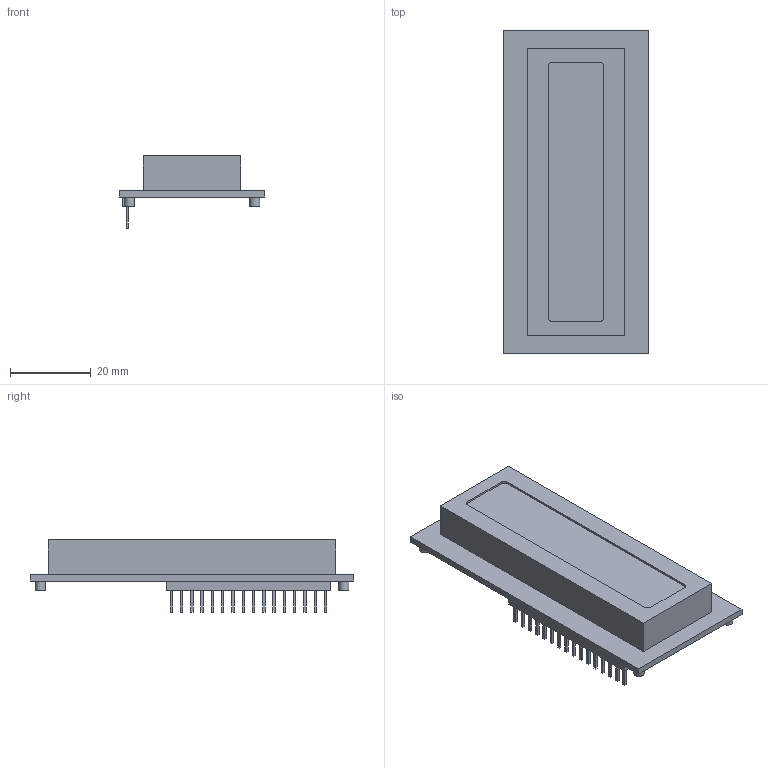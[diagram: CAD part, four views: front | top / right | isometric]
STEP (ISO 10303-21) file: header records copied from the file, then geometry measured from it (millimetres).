
FILE_DESCRIPTION(/* description */ (''),/* implementation_level */ '2;1');
FILE_NAME(/* name */ '1602A-LCD v3.step',/* time_stamp */ '2022-07-01T14:49:20-07:00',/* author */ (''),/* organization */ (''),/* preprocessor_version */ 'ST-DEVELOPER v19',/* originating_system */ 'Autodesk Translation Framework v11.7.0.108',/* authorisation */ '');
FILE_SCHEMA (('AUTOMOTIVE_DESIGN { 1 0 10303 214 3 1 1 }'));
Length unit declared in the file: millimetre
Products named in the file (1): 1602A-LCD
Bounding box: 36 x 80 x 17.9 mm (x, y, z)
Volume: 19126 mm3; surface area: 11977 mm2
Topology: 23 solids, 23 shells, 135 faces, 264 edges, 176 vertices
Faces by surface type: plane 127, cylinder 8
Full cylindrical faces by diameter (mm): 2.5 x4
Entity records: 3441 total; most frequent: CARTESIAN_POINT 576, DIRECTION 552, ORIENTED_EDGE 528, EDGE_CURVE 264, LINE 248, VECTOR 248, VERTEX_POINT 176, AXIS2_PLACEMENT_3D 152
